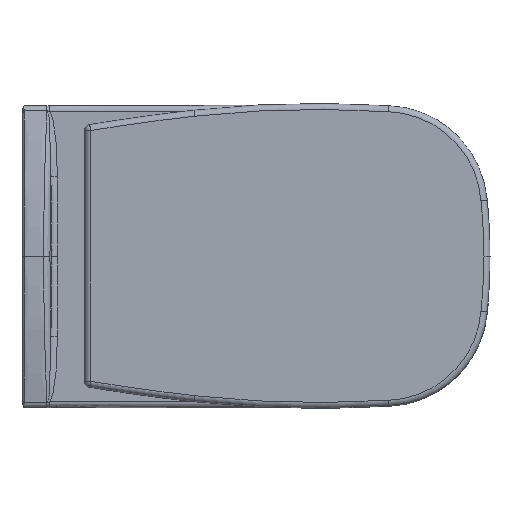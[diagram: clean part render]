
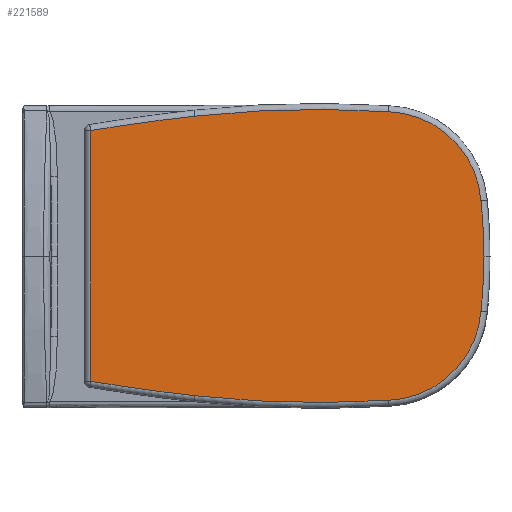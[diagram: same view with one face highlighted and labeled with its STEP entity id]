
A CAD part, top view. The second image highlights one B-rep face of the part: STEP entity #221589.
In plain terms, the highlighted planar face has unit normal (0, 0, 1).
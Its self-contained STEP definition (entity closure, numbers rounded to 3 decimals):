
#221183=CARTESIAN_POINT('',(-25.115,272.984,15.0));
#221184=VERTEX_POINT('',#221183);
#221208=CARTESIAN_POINT('',(-146.323,289.777,15.0));
#221209=VERTEX_POINT('',#221208);
#221218=CARTESIAN_POINT('',(-371.511,295.185,15.0));
#221219=VERTEX_POINT('',#221218);
#221239=CARTESIAN_POINT('',(-290.126,-1007.24,15.0));
#221240=DIRECTION('',(0.0,0.0,-1.));
#221241=DIRECTION('',(0.024,1.,0.0));
#221242=AXIS2_PLACEMENT_3D('',#221239,#221240,#221241);
#221243=CIRCLE('',#221242,1304.965);
#221244=EDGE_CURVE('',#221219,#221209,#221243,.T.);
#221257=CARTESIAN_POINT('',(-393.715,-1941.546,15.0));
#221258=DIRECTION('',(0.0,0.0,-1.));
#221259=DIRECTION('',(0.139,0.99,0.0));
#221260=AXIS2_PLACEMENT_3D('',#221257,#221258,#221259);
#221261=CIRCLE('',#221260,2244.996);
#221262=EDGE_CURVE('',#221209,#221184,#221261,.T.);
#221274=CARTESIAN_POINT('',(-25.217,-18.866,15.0));
#221275=VERTEX_POINT('',#221274);
#221337=CARTESIAN_POINT('',(-25.115,272.984,15.0));
#221338=DIRECTION('',(0.,-1.,0.0));
#221339=VECTOR('',#221338,291.849);
#221340=LINE('',#221337,#221339);
#221341=EDGE_CURVE('',#221184,#221275,#221340,.T.);
#221351=CARTESIAN_POINT('',(-146.437,-35.575,15.0));
#221352=VERTEX_POINT('',#221351);
#221370=CARTESIAN_POINT('',(-392.271,2195.921,15.0));
#221371=DIRECTION('',(0.0,0.0,-1.));
#221372=DIRECTION('',(0.138,-0.99,0.0));
#221373=AXIS2_PLACEMENT_3D('',#221370,#221371,#221372);
#221374=CIRCLE('',#221373,2244.996);
#221375=EDGE_CURVE('',#221275,#221352,#221374,.T.);
#221395=CARTESIAN_POINT('',(-371.628,-40.825,15.0));
#221396=VERTEX_POINT('',#221395);
#221397=CARTESIAN_POINT('',(-289.334,1261.542,15.0));
#221398=DIRECTION('',(0.0,0.0,-1.0));
#221399=DIRECTION('',(0.023,-1.,0.0));
#221400=AXIS2_PLACEMENT_3D('',#221397,#221398,#221399);
#221401=CIRCLE('',#221400,1304.965);
#221402=EDGE_CURVE('',#221352,#221396,#221401,.T.);
#221431=CARTESIAN_POINT('',(-479.536,62.898,15.0));
#221432=VERTEX_POINT('',#221431);
#221433=CARTESIAN_POINT('',(-367.931,71.014,15.0));
#221434=DIRECTION('',(0.0,0.0,-1.));
#221435=DIRECTION('',(-0.693,-0.721,0.0));
#221436=AXIS2_PLACEMENT_3D('',#221433,#221434,#221435);
#221437=CIRCLE('',#221436,111.9);
#221438=EDGE_CURVE('',#221396,#221432,#221437,.T.);
#221475=CARTESIAN_POINT('',(-483.01,127.219,15.0));
#221476=VERTEX_POINT('',#221475);
#221477=CARTESIAN_POINT('',(134.641,128.325,15.0));
#221478=DIRECTION('',(0.0,0.0,-1.));
#221479=DIRECTION('',(-0.999,-0.054,0.0));
#221480=AXIS2_PLACEMENT_3D('',#221477,#221478,#221479);
#221481=CIRCLE('',#221480,617.652);
#221482=EDGE_CURVE('',#221432,#221476,#221481,.T.);
#221501=CARTESIAN_POINT('',(-479.491,191.537,15.0));
#221502=VERTEX_POINT('',#221501);
#221503=CARTESIAN_POINT('',(134.64,125.681,15.0));
#221504=DIRECTION('',(0.0,0.0,-1.));
#221505=DIRECTION('',(-0.999,0.055,0.0));
#221506=AXIS2_PLACEMENT_3D('',#221503,#221504,#221505);
#221507=CIRCLE('',#221506,617.652);
#221508=EDGE_CURVE('',#221476,#221502,#221507,.T.);
#221548=CARTESIAN_POINT('',(-367.891,183.343,15.0));
#221549=DIRECTION('',(0.0,0.0,-1.));
#221550=DIRECTION('',(-0.692,0.721,0.0));
#221551=AXIS2_PLACEMENT_3D('',#221548,#221549,#221550);
#221552=CIRCLE('',#221551,111.9);
#221553=EDGE_CURVE('',#221502,#221219,#221552,.T.);
#221573=CARTESIAN_POINT('',(-241.979,127.135,15.0));
#221574=DIRECTION('',(0.0,0.0,1.0));
#221575=DIRECTION('',(1.0,0.0,0.0));
#221576=AXIS2_PLACEMENT_3D('',#221573,#221574,#221575);
#221577=PLANE('',#221576);
#221578=ORIENTED_EDGE('',*,*,#221244,.F.);
#221579=ORIENTED_EDGE('',*,*,#221553,.F.);
#221580=ORIENTED_EDGE('',*,*,#221508,.F.);
#221581=ORIENTED_EDGE('',*,*,#221482,.F.);
#221582=ORIENTED_EDGE('',*,*,#221438,.F.);
#221583=ORIENTED_EDGE('',*,*,#221402,.F.);
#221584=ORIENTED_EDGE('',*,*,#221375,.F.);
#221585=ORIENTED_EDGE('',*,*,#221341,.F.);
#221586=ORIENTED_EDGE('',*,*,#221262,.F.);
#221587=EDGE_LOOP('',(#221578,#221579,#221580,#221581,#221582,#221583,#221584,#221585,#221586));
#221588=FACE_OUTER_BOUND('',#221587,.T.);
#221589=ADVANCED_FACE('',(#221588),#221577,.T.);
